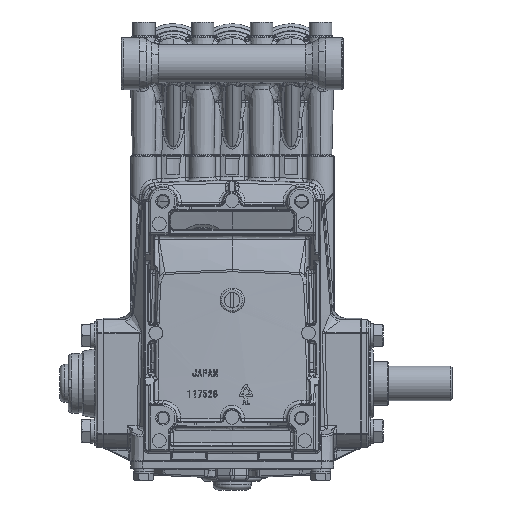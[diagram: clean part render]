
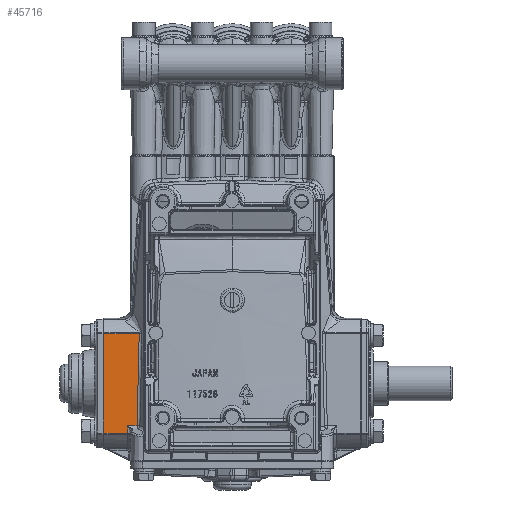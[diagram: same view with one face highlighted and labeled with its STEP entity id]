
A CAD part, front view. The second image highlights one B-rep face of the part: STEP entity #45716.
In plain terms, the highlighted planar face has unit normal (0, -1, 0).
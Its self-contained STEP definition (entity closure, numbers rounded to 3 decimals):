
#4683 = EDGE_CURVE ( 'NONE', #154287, #60291, #127265, .T. ) ;
#8974 = DIRECTION ( 'NONE',  ( 0., -1., 0. ) ) ;
#9969 = EDGE_LOOP ( 'NONE', ( #195309, #117550, #98129, #113073, #106063, #150993 ) ) ;
#11317 = CARTESIAN_POINT ( 'NONE',  ( -2.376, -1.457, -0.967 ) ) ;
#23557 = CARTESIAN_POINT ( 'NONE',  ( -2.252, -1.457, -0.964 ) ) ;
#25596 = VERTEX_POINT ( 'NONE', #124464 ) ;
#31217 = CARTESIAN_POINT ( 'NONE',  ( -2.913, -1.457, 1.141 ) ) ;
#36594 = CARTESIAN_POINT ( 'NONE',  ( 19685.039, -1.457, 1.127 ) ) ;
#37393 = CARTESIAN_POINT ( 'NONE',  ( -2.152, -1.457, -0.194 ) ) ;
#41857 = CARTESIAN_POINT ( 'NONE',  ( -2.324, -1.457, -0.966 ) ) ;
#45716 = ADVANCED_FACE ( 'NONE', ( #187348 ), #209157, .T. ) ;
#49476 = DIRECTION ( 'NONE',  ( 0., 0., 1. ) ) ;
#54188 = CARTESIAN_POINT ( 'NONE',  ( -2.376, -1.457, -1.021 ) ) ;
#54258 = CARTESIAN_POINT ( 'NONE',  ( -2.112, -1.457, 1.127 ) ) ;
#55714 = CARTESIAN_POINT ( 'NONE',  ( -2.157, -1.457, -0.702 ) ) ;
#58442 = VECTOR ( 'NONE', #49476, 39.37 ) ;
#60156 = CARTESIAN_POINT ( 'NONE',  ( -2.376, -1.457, -0.967 ) ) ;
#60291 = VERTEX_POINT ( 'NONE', #179755 ) ;
#61493 = EDGE_CURVE ( 'NONE', #157258, #130497, #91931, .T. ) ;
#65015 = EDGE_CURVE ( 'NONE', #130497, #215542, #182498, .T. ) ;
#67824 = CARTESIAN_POINT ( 'NONE',  ( 19685.039, -1.457, -1.127 ) ) ;
#74013 = CARTESIAN_POINT ( 'NONE',  ( -2.16, -1.457, -0.962 ) ) ;
#80397 = LINE ( 'NONE', #36594, #134694 ) ;
#90809 = CARTESIAN_POINT ( 'NONE',  ( -2.376, -1.457, -1.074 ) ) ;
#91545 = CARTESIAN_POINT ( 'NONE',  ( -2.112, -1.457, 1.127 ) ) ;
#91931 = B_SPLINE_CURVE_WITH_KNOTS ( 'NONE', 3,
 ( #91545, #219199, #146591, #37393, #164991, #55714, #183353, #74013 ),
 .UNSPECIFIED., .F., .F.,
 ( 4, 2, 2, 4 ),
 ( 0., 0.527, 0.79, 0.972 ),
 .UNSPECIFIED. ) ;
#98129 = ORIENTED_EDGE ( 'NONE', *, *, #65015, .F. ) ;
#106063 = ORIENTED_EDGE ( 'NONE', *, *, #191161, .F. ) ;
#111211 = CARTESIAN_POINT ( 'NONE',  ( -2.376, -1.457, -0.967 ) ) ;
#113073 = ORIENTED_EDGE ( 'NONE', *, *, #61493, .F. ) ;
#114311 = EDGE_CURVE ( 'NONE', #60291, #25596, #118340, .T. ) ;
#114385 = CARTESIAN_POINT ( 'NONE',  ( -2.16, -1.457, -0.962 ) ) ;
#117550 = ORIENTED_EDGE ( 'NONE', *, *, #165947, .F. ) ;
#118109 = CARTESIAN_POINT ( 'NONE',  ( 19685.039, -1.457, 1.141 ) ) ;
#118340 = LINE ( 'NONE', #31217, #58442 ) ;
#124464 = CARTESIAN_POINT ( 'NONE',  ( -2.913, -1.457, 1.127 ) ) ;
#127265 = LINE ( 'NONE', #67824, #175925 ) ;
#130497 = VERTEX_POINT ( 'NONE', #153864 ) ;
#132739 = CARTESIAN_POINT ( 'NONE',  ( -2.206, -1.457, -0.963 ) ) ;
#134694 = VECTOR ( 'NONE', #164172, 39.37 ) ;
#136520 = DIRECTION ( 'NONE',  ( 0., 0., -1. ) ) ;
#146591 = CARTESIAN_POINT ( 'NONE',  ( -2.142, -1.457, 0.372 ) ) ;
#150993 = ORIENTED_EDGE ( 'NONE', *, *, #114311, .F. ) ;
#151101 = CARTESIAN_POINT ( 'NONE',  ( -2.298, -1.457, -0.965 ) ) ;
#153864 = CARTESIAN_POINT ( 'NONE',  ( -2.16, -1.457, -0.962 ) ) ;
#154287 = VERTEX_POINT ( 'NONE', #170080 ) ;
#157258 = VERTEX_POINT ( 'NONE', #54258 ) ;
#164172 = DIRECTION ( 'NONE',  ( 1., 0., 0. ) ) ;
#164991 = CARTESIAN_POINT ( 'NONE',  ( -2.154, -1.457, -0.383 ) ) ;
#165947 = EDGE_CURVE ( 'NONE', #215542, #154287, #169254, .T. ) ;
#169254 = B_SPLINE_CURVE_WITH_KNOTS ( 'NONE', 3,
 ( #11317, #54188, #90809, #218469 ),
 .UNSPECIFIED., .F., .F.,
 ( 4, 4 ),
 ( 0., 0.004 ),
 .UNSPECIFIED. ) ;
#169460 = CARTESIAN_POINT ( 'NONE',  ( -2.35, -1.457, -0.966 ) ) ;
#170080 = CARTESIAN_POINT ( 'NONE',  ( -2.376, -1.457, -1.127 ) ) ;
#173610 = AXIS2_PLACEMENT_3D ( 'NONE', #118109, #8974, #136520 ) ;
#175925 = VECTOR ( 'NONE', #195516, 39.37 ) ;
#179755 = CARTESIAN_POINT ( 'NONE',  ( -2.913, -1.457, -1.127 ) ) ;
#182498 = B_SPLINE_CURVE_WITH_KNOTS ( 'NONE', 3,
 ( #114385, #132739, #23557, #151101, #41857, #169460, #60156 ),
 .UNSPECIFIED., .F., .F.,
 ( 4, 3, 4 ),
 ( 0., 0.004, 0.005 ),
 .UNSPECIFIED. ) ;
#183353 = CARTESIAN_POINT ( 'NONE',  ( -2.159, -1.457, -0.832 ) ) ;
#187348 = FACE_OUTER_BOUND ( 'NONE', #9969, .T. ) ;
#191161 = EDGE_CURVE ( 'NONE', #25596, #157258, #80397, .T. ) ;
#195309 = ORIENTED_EDGE ( 'NONE', *, *, #4683, .F. ) ;
#195516 = DIRECTION ( 'NONE',  ( -1., 0., 0. ) ) ;
#209157 = PLANE ( 'NONE',  #173610 ) ;
#215542 = VERTEX_POINT ( 'NONE', #111211 ) ;
#218469 = CARTESIAN_POINT ( 'NONE',  ( -2.376, -1.457, -1.127 ) ) ;
#219199 = CARTESIAN_POINT ( 'NONE',  ( -2.129, -1.457, 0.75 ) ) ;
